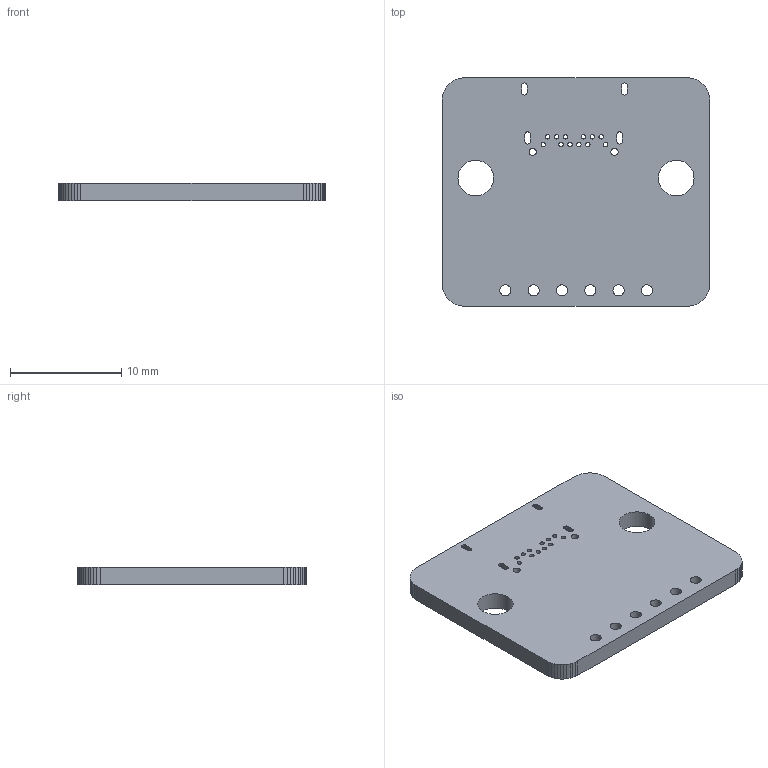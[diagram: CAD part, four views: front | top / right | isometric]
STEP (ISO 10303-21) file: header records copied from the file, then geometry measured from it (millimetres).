
FILE_DESCRIPTION(('KiCad electronic assembly'),'2;1');
FILE_NAME('Daughterboard.step','2023-11-24T11:38:42',('Pcbnew'),('Kicad' ),'Open CASCADE STEP processor 7.7','KiCad to STEP converter', 'Unknown');
FILE_SCHEMA(('AUTOMOTIVE_DESIGN { 1 0 10303 214 1 1 1 1 }'));
Length unit declared in the file: millimetre
Products named in the file (2): Daughterboard 1; Rana Tadpole DB PCB
Assembly tree (1 placements, depth 2):
  Daughterboard 1
    Rana Tadpole DB PCB
Bounding box: 24 x 20.5 x 1.58 mm (x, y, z)
Volume: 732.5 mm3; surface area: 1171.7 mm2
Topology: 1 solids, 1 shells, 144 faces, 426 edges, 284 vertices
Faces by surface type: plane 122, cylinder 22
Full cylindrical faces by diameter (mm): 0.4 x12, 0.65 x2, 1 x6, 3.2 x2
Entity records: 10433 total; most frequent: CARTESIAN_POINT 2116, DIRECTION 1426, LINE 1046, VECTOR 1046, ORIENTED_EDGE 852, PCURVE 852, DEFINITIONAL_REPRESENTATION 852, EDGE_CURVE 426
